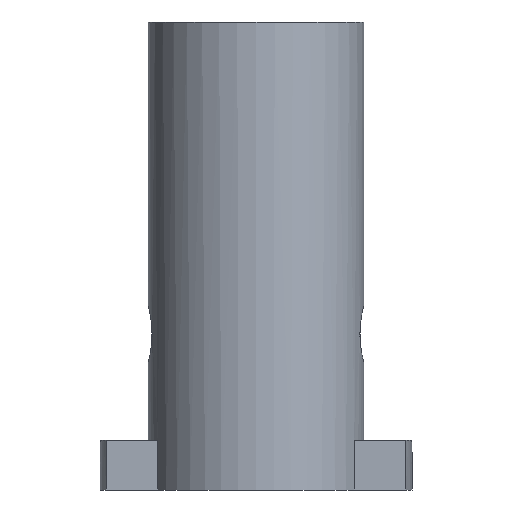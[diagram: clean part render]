
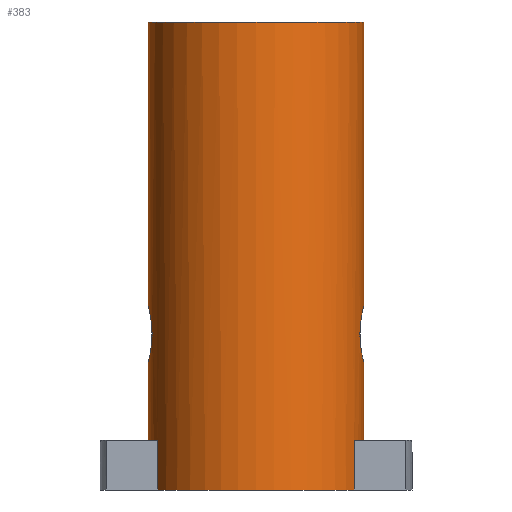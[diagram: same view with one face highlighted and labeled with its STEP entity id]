
A CAD part, front view. The second image highlights one B-rep face of the part: STEP entity #383.
In plain terms, the highlighted cylindrical face has radius 3.45 mm (diameter 6.9 mm), a full revolution.
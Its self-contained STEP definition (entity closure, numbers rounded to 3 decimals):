
#33=FACE_BOUND('',#125,.T.);
#34=ELLIPSE('',#422,4.879,3.45);
#35=ELLIPSE('',#426,4.879,3.45);
#36=ELLIPSE('',#427,4.879,3.45);
#37=ELLIPSE('',#431,4.879,3.45);
#42=CYLINDRICAL_SURFACE('',#420,3.45);
#48=LINE('',#781,#74);
#49=LINE('',#783,#75);
#50=LINE('',#789,#76);
#51=LINE('',#793,#77);
#52=LINE('',#803,#78);
#53=LINE('',#807,#79);
#74=VECTOR('',#473,3.45);
#75=VECTOR('',#474,3.45);
#76=VECTOR('',#479,10.);
#77=VECTOR('',#482,10.);
#78=VECTOR('',#491,10.);
#79=VECTOR('',#494,10.);
#101=FACE_OUTER_BOUND('',#124,.T.);
#124=EDGE_LOOP('',(#273,#274,#275,#276,#277,#278,#279,#280,#281,#282,#283,
#284,#285,#286,#287,#288,#289,#290,#291,#292,#293,#294));
#125=EDGE_LOOP('',(#295));
#147=B_SPLINE_CURVE_WITH_KNOTS('',3,(#668,#669,#670,#671,#672,#673),
 .UNSPECIFIED.,.F.,.F.,(4,1,1,4),(-3.142,-2.244,-1.795,
-1.571),.UNSPECIFIED.);
#148=B_SPLINE_CURVE_WITH_KNOTS('',3,(#675,#676,#677,#678,#679,#680,#681,
#682,#683),.UNSPECIFIED.,.F.,.F.,(4,1,1,1,1,1,4),(-1.571,-1.346,
-0.449,0.,0.449,1.346,1.571),
 .UNSPECIFIED.);
#149=B_SPLINE_CURVE_WITH_KNOTS('',3,(#684,#685,#686,#687,#688,#689,#690),
 .UNSPECIFIED.,.F.,.F.,(4,1,1,1,4),(1.571,1.683,2.244,
2.468,3.142),.UNSPECIFIED.);
#151=B_SPLINE_CURVE_WITH_KNOTS('',3,(#812,#813,#814,#815,#816,#817,#818,
#819,#820,#821,#822,#823,#824,#825),.UNSPECIFIED.,.T.,.F.,(4,1,1,1,1,1,
1,1,1,1,1,4),(-3.142,-2.244,-1.795,-1.346,
-0.449,0.,0.449,1.346,1.683,
2.244,2.468,3.142),.UNSPECIFIED.);
#155=CIRCLE('',#421,3.45);
#156=CIRCLE('',#423,3.45);
#157=CIRCLE('',#424,3.45);
#158=CIRCLE('',#425,3.45);
#159=CIRCLE('',#428,3.45);
#160=CIRCLE('',#429,3.45);
#161=CIRCLE('',#430,3.45);
#169=VERTEX_POINT('',#650);
#171=VERTEX_POINT('',#667);
#172=VERTEX_POINT('',#674);
#174=VERTEX_POINT('',#779);
#175=VERTEX_POINT('',#782);
#176=VERTEX_POINT('',#784);
#177=VERTEX_POINT('',#786);
#178=VERTEX_POINT('',#788);
#179=VERTEX_POINT('',#790);
#180=VERTEX_POINT('',#792);
#181=VERTEX_POINT('',#794);
#182=VERTEX_POINT('',#796);
#183=VERTEX_POINT('',#798);
#184=VERTEX_POINT('',#800);
#185=VERTEX_POINT('',#802);
#186=VERTEX_POINT('',#804);
#187=VERTEX_POINT('',#806);
#188=VERTEX_POINT('',#808);
#189=VERTEX_POINT('',#811);
#208=EDGE_CURVE('',#169,#171,#147,.T.);
#209=EDGE_CURVE('',#171,#172,#148,.T.);
#210=EDGE_CURVE('',#172,#169,#149,.T.);
#213=EDGE_CURVE('',#174,#174,#155,.T.);
#214=EDGE_CURVE('',#174,#172,#48,.T.);
#215=EDGE_CURVE('',#171,#175,#49,.T.);
#216=EDGE_CURVE('',#175,#176,#34,.T.);
#217=EDGE_CURVE('',#176,#177,#156,.T.);
#218=EDGE_CURVE('',#177,#178,#50,.T.);
#219=EDGE_CURVE('',#178,#179,#157,.T.);
#220=EDGE_CURVE('',#179,#180,#51,.T.);
#221=EDGE_CURVE('',#180,#181,#158,.T.);
#222=EDGE_CURVE('',#181,#182,#35,.T.);
#223=EDGE_CURVE('',#182,#183,#36,.T.);
#224=EDGE_CURVE('',#183,#184,#159,.T.);
#225=EDGE_CURVE('',#184,#185,#52,.T.);
#226=EDGE_CURVE('',#185,#186,#160,.T.);
#227=EDGE_CURVE('',#186,#187,#53,.T.);
#228=EDGE_CURVE('',#187,#188,#161,.T.);
#229=EDGE_CURVE('',#188,#175,#37,.T.);
#230=EDGE_CURVE('',#189,#189,#151,.T.);
#273=ORIENTED_EDGE('',*,*,#213,.F.);
#274=ORIENTED_EDGE('',*,*,#214,.T.);
#275=ORIENTED_EDGE('',*,*,#209,.F.);
#276=ORIENTED_EDGE('',*,*,#215,.T.);
#277=ORIENTED_EDGE('',*,*,#216,.T.);
#278=ORIENTED_EDGE('',*,*,#217,.T.);
#279=ORIENTED_EDGE('',*,*,#218,.T.);
#280=ORIENTED_EDGE('',*,*,#219,.T.);
#281=ORIENTED_EDGE('',*,*,#220,.T.);
#282=ORIENTED_EDGE('',*,*,#221,.T.);
#283=ORIENTED_EDGE('',*,*,#222,.T.);
#284=ORIENTED_EDGE('',*,*,#223,.T.);
#285=ORIENTED_EDGE('',*,*,#224,.T.);
#286=ORIENTED_EDGE('',*,*,#225,.T.);
#287=ORIENTED_EDGE('',*,*,#226,.T.);
#288=ORIENTED_EDGE('',*,*,#227,.T.);
#289=ORIENTED_EDGE('',*,*,#228,.T.);
#290=ORIENTED_EDGE('',*,*,#229,.T.);
#291=ORIENTED_EDGE('',*,*,#215,.F.);
#292=ORIENTED_EDGE('',*,*,#208,.F.);
#293=ORIENTED_EDGE('',*,*,#210,.F.);
#294=ORIENTED_EDGE('',*,*,#214,.F.);
#295=ORIENTED_EDGE('',*,*,#230,.F.);
#383=ADVANCED_FACE('',(#101,#33),#42,.T.);
#420=AXIS2_PLACEMENT_3D('',#778,#469,#470);
#421=AXIS2_PLACEMENT_3D('',#780,#471,#472);
#422=AXIS2_PLACEMENT_3D('',#785,#475,#476);
#423=AXIS2_PLACEMENT_3D('',#787,#477,#478);
#424=AXIS2_PLACEMENT_3D('',#791,#480,#481);
#425=AXIS2_PLACEMENT_3D('',#795,#483,#484);
#426=AXIS2_PLACEMENT_3D('',#797,#485,#486);
#427=AXIS2_PLACEMENT_3D('',#799,#487,#488);
#428=AXIS2_PLACEMENT_3D('',#801,#489,#490);
#429=AXIS2_PLACEMENT_3D('',#805,#492,#493);
#430=AXIS2_PLACEMENT_3D('',#809,#495,#496);
#431=AXIS2_PLACEMENT_3D('',#810,#497,#498);
#469=DIRECTION('center_axis',(0.,0.,1.));
#470=DIRECTION('ref_axis',(1.,0.,0.));
#471=DIRECTION('center_axis',(0.,0.,1.));
#472=DIRECTION('ref_axis',(1.,0.,0.));
#473=DIRECTION('',(0.,0.,-1.));
#474=DIRECTION('',(0.,0.,-1.));
#475=DIRECTION('center_axis',(0.,0.707,0.707));
#476=DIRECTION('ref_axis',(0.,0.707,-0.707));
#477=DIRECTION('center_axis',(0.,0.,1.));
#478=DIRECTION('ref_axis',(1.,0.,0.));
#479=DIRECTION('',(0.,0.,-1.));
#480=DIRECTION('center_axis',(0.,0.,1.));
#481=DIRECTION('ref_axis',(1.,0.,0.));
#482=DIRECTION('',(0.,0.,1.));
#483=DIRECTION('center_axis',(0.,0.,1.));
#484=DIRECTION('ref_axis',(1.,0.,0.));
#485=DIRECTION('center_axis',(0.,0.707,0.707));
#486=DIRECTION('ref_axis',(0.,0.707,-0.707));
#487=DIRECTION('center_axis',(0.,-0.707,0.707));
#488=DIRECTION('ref_axis',(0.,0.707,0.707));
#489=DIRECTION('center_axis',(0.,0.,1.));
#490=DIRECTION('ref_axis',(1.,0.,0.));
#491=DIRECTION('',(0.,0.,-1.));
#492=DIRECTION('center_axis',(0.,0.,1.));
#493=DIRECTION('ref_axis',(1.,0.,0.));
#494=DIRECTION('',(0.,0.,1.));
#495=DIRECTION('center_axis',(0.,0.,1.));
#496=DIRECTION('ref_axis',(1.,0.,0.));
#497=DIRECTION('center_axis',(0.,-0.707,0.707));
#498=DIRECTION('ref_axis',(0.,0.707,0.707));
#650=CARTESIAN_POINT('',(-3.326,0.918,5.));
#667=CARTESIAN_POINT('',(-3.45,-0.001,4.1));
#668=CARTESIAN_POINT('Ctrl Pts',(-3.326,0.918,5.));
#669=CARTESIAN_POINT('Ctrl Pts',(-3.326,0.918,4.738));
#670=CARTESIAN_POINT('Ctrl Pts',(-3.382,0.74,4.345));
#671=CARTESIAN_POINT('Ctrl Pts',(-3.444,0.287,4.124));
#672=CARTESIAN_POINT('Ctrl Pts',(-3.45,0.071,4.1));
#673=CARTESIAN_POINT('Ctrl Pts',(-3.45,-0.001,
4.1));
#674=CARTESIAN_POINT('',(-3.45,0.,5.9));
#675=CARTESIAN_POINT('Ctrl Pts',(-3.45,-0.001,
4.1));
#676=CARTESIAN_POINT('Ctrl Pts',(-3.45,-0.073,
4.1));
#677=CARTESIAN_POINT('Ctrl Pts',(-3.439,-0.432,4.139));
#678=CARTESIAN_POINT('Ctrl Pts',(-3.35,-0.838,4.476));
#679=CARTESIAN_POINT('Ctrl Pts',(-3.317,-0.943,5.));
#680=CARTESIAN_POINT('Ctrl Pts',(-3.35,-0.838,5.525));
#681=CARTESIAN_POINT('Ctrl Pts',(-3.439,-0.433,5.861));
#682=CARTESIAN_POINT('Ctrl Pts',(-3.45,-0.072,5.9));
#683=CARTESIAN_POINT('Ctrl Pts',(-3.45,0.,
5.9));
#684=CARTESIAN_POINT('Ctrl Pts',(-3.45,0.,
5.9));
#685=CARTESIAN_POINT('Ctrl Pts',(-3.45,0.036,5.9));
#686=CARTESIAN_POINT('Ctrl Pts',(-3.447,0.252,5.888));
#687=CARTESIAN_POINT('Ctrl Pts',(-3.415,0.521,5.775));
#688=CARTESIAN_POINT('Ctrl Pts',(-3.352,0.831,5.458));
#689=CARTESIAN_POINT('Ctrl Pts',(-3.326,0.918,5.196));
#690=CARTESIAN_POINT('Ctrl Pts',(-3.326,0.918,5.));
#778=CARTESIAN_POINT('Origin',(0.,0.,0.));
#779=CARTESIAN_POINT('',(-3.45,0.,15.));
#780=CARTESIAN_POINT('Origin',(0.,0.,15.));
#781=CARTESIAN_POINT('',(-3.45,0.,0.));
#782=CARTESIAN_POINT('',(-3.45,0.,1.2));
#783=CARTESIAN_POINT('',(-3.45,0.,0.));
#784=CARTESIAN_POINT('',(-3.427,-0.4,1.6));
#785=CARTESIAN_POINT('Origin',(0.,0.,1.2));
#786=CARTESIAN_POINT('',(-3.153,-1.4,1.6));
#787=CARTESIAN_POINT('Origin',(0.,0.,1.6));
#788=CARTESIAN_POINT('',(-3.153,-1.4,0.));
#789=CARTESIAN_POINT('',(-3.153,-1.4,0.));
#790=CARTESIAN_POINT('',(3.153,-1.4,0.));
#791=CARTESIAN_POINT('Origin',(0.,0.,0.));
#792=CARTESIAN_POINT('',(3.153,-1.4,1.6));
#793=CARTESIAN_POINT('',(3.153,-1.4,0.));
#794=CARTESIAN_POINT('',(3.427,-0.4,1.6));
#795=CARTESIAN_POINT('Origin',(0.,0.,1.6));
#796=CARTESIAN_POINT('',(3.45,0.,1.2));
#797=CARTESIAN_POINT('Origin',(0.,0.,1.2));
#798=CARTESIAN_POINT('',(3.427,0.4,1.6));
#799=CARTESIAN_POINT('Origin',(0.,0.,1.2));
#800=CARTESIAN_POINT('',(3.153,1.4,1.6));
#801=CARTESIAN_POINT('Origin',(0.,0.,1.6));
#802=CARTESIAN_POINT('',(3.153,1.4,0.));
#803=CARTESIAN_POINT('',(3.153,1.4,0.));
#804=CARTESIAN_POINT('',(-3.153,1.4,0.));
#805=CARTESIAN_POINT('Origin',(0.,0.,0.));
#806=CARTESIAN_POINT('',(-3.153,1.4,1.6));
#807=CARTESIAN_POINT('',(-3.153,1.4,0.));
#808=CARTESIAN_POINT('',(-3.427,0.4,1.6));
#809=CARTESIAN_POINT('Origin',(0.,0.,1.6));
#810=CARTESIAN_POINT('Origin',(0.,0.,1.2));
#811=CARTESIAN_POINT('',(3.326,0.918,5.));
#812=CARTESIAN_POINT('Ctrl Pts',(3.326,0.918,5.));
#813=CARTESIAN_POINT('Ctrl Pts',(3.326,0.918,5.262));
#814=CARTESIAN_POINT('Ctrl Pts',(3.382,0.74,5.655));
#815=CARTESIAN_POINT('Ctrl Pts',(3.453,0.223,5.907));
#816=CARTESIAN_POINT('Ctrl Pts',(3.451,-0.374,5.909));
#817=CARTESIAN_POINT('Ctrl Pts',(3.35,-0.838,5.524));
#818=CARTESIAN_POINT('Ctrl Pts',(3.317,-0.943,5.));
#819=CARTESIAN_POINT('Ctrl Pts',(3.35,-0.838,4.475));
#820=CARTESIAN_POINT('Ctrl Pts',(3.445,-0.404,4.115));
#821=CARTESIAN_POINT('Ctrl Pts',(3.455,0.185,4.084));
#822=CARTESIAN_POINT('Ctrl Pts',(3.415,0.521,4.225));
#823=CARTESIAN_POINT('Ctrl Pts',(3.352,0.831,4.542));
#824=CARTESIAN_POINT('Ctrl Pts',(3.326,0.918,4.804));
#825=CARTESIAN_POINT('Ctrl Pts',(3.326,0.918,5.));
